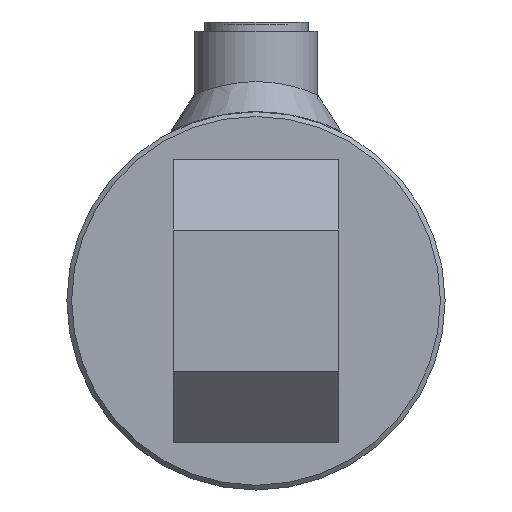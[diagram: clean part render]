
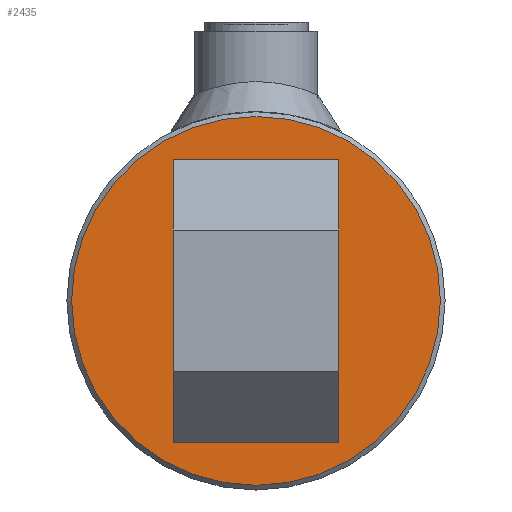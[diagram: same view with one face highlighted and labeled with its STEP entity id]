
A CAD part, left-side view. The second image highlights one B-rep face of the part: STEP entity #2435.
In plain terms, the highlighted planar face has unit normal (-1, 0, 0).
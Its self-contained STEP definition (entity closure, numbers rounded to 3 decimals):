
#360=CIRCLE('',#3600,39.);
#805=ORIENTED_EDGE('',*,*,#1065,.T.);
#1065=EDGE_CURVE('',#1288,#1288,#360,.T.);
#1288=VERTEX_POINT('',#7003);
#1741=EDGE_LOOP('',(#805));
#2139=FACE_BOUND('',#1741,.T.);
#2246=PLANE('',#3599);
#2435=ADVANCED_FACE('',(#2139),#2246,.T.);
#3599=AXIS2_PLACEMENT_3D('',#7001,#4352,#4353);
#3600=AXIS2_PLACEMENT_3D('',#7002,#4354,#4355);
#4352=DIRECTION('',(-1.,0.,0.));
#4353=DIRECTION('',(0.,-1.,0.));
#4354=DIRECTION('',(-1.,0.,0.));
#4355=DIRECTION('',(0.,-1.,0.));
#7001=CARTESIAN_POINT('',(-927.,0.,0.));
#7002=CARTESIAN_POINT('',(-927.,0.,0.));
#7003=CARTESIAN_POINT('',(-927.,-39.,0.));
